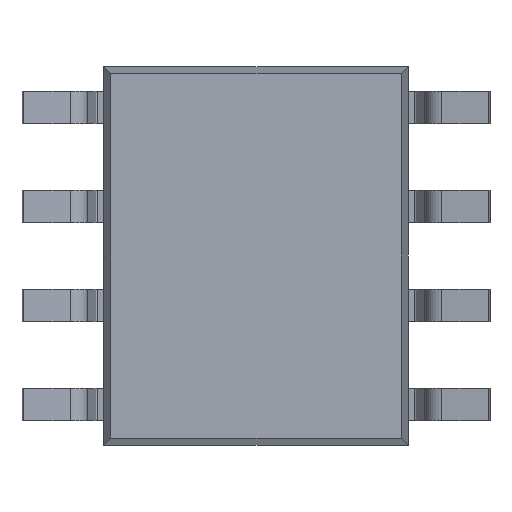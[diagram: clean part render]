
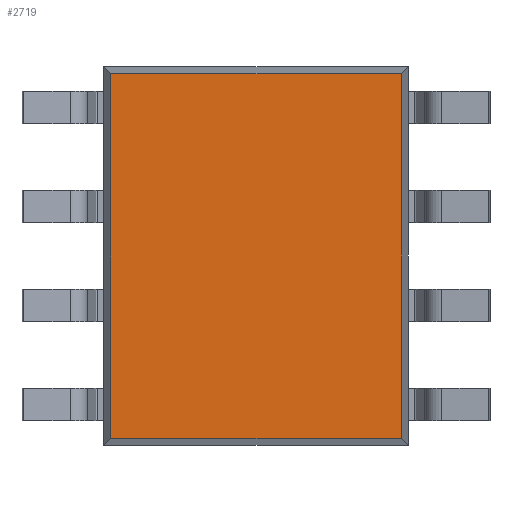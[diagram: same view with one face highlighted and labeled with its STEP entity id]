
A CAD part, front view. The second image highlights one B-rep face of the part: STEP entity #2719.
In plain terms, the highlighted planar face has unit normal (0, -1, 0).
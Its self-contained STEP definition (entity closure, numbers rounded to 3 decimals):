
#6 = LINE ( 'NONE', #1890, #3676 ) ;
#40 = CARTESIAN_POINT ( 'NONE',  ( 1.86, 0.25, -2.425 ) ) ;
#97 = ORIENTED_EDGE ( 'NONE', *, *, #3234, .T. ) ;
#211 = DIRECTION ( 'NONE',  ( 1., 0., 0. ) ) ;
#230 = LINE ( 'NONE', #3407, #2821 ) ;
#462 = CARTESIAN_POINT ( 'NONE',  ( -1.86, 0.25, -2.335 ) ) ;
#704 = VERTEX_POINT ( 'NONE', #462 ) ;
#985 = DIRECTION ( 'NONE',  ( 0., 0., -1. ) ) ;
#1115 = EDGE_LOOP ( 'NONE', ( #2683, #4051, #2379, #97 ) ) ;
#1182 = DIRECTION ( 'NONE',  ( 0., 0., -1. ) ) ;
#1320 = VECTOR ( 'NONE', #2174, 1000. ) ;
#1608 = EDGE_CURVE ( 'NONE', #2433, #1951, #3781, .T. ) ;
#1628 = AXIS2_PLACEMENT_3D ( 'NONE', #4020, #2438, #1182 ) ;
#1890 = CARTESIAN_POINT ( 'NONE',  ( -1.86, 0.25, 2.425 ) ) ;
#1907 = LINE ( 'NONE', #3173, #1320 ) ;
#1951 = VERTEX_POINT ( 'NONE', #2475 ) ;
#2165 = EDGE_CURVE ( 'NONE', #1951, #3354, #1907, .T. ) ;
#2174 = DIRECTION ( 'NONE',  ( -1., 0., 0. ) ) ;
#2332 = CARTESIAN_POINT ( 'NONE',  ( -1.86, 0.25, 2.335 ) ) ;
#2379 = ORIENTED_EDGE ( 'NONE', *, *, #2165, .T. ) ;
#2433 = VERTEX_POINT ( 'NONE', #2895 ) ;
#2438 = DIRECTION ( 'NONE',  ( 0., -1., 0. ) ) ;
#2475 = CARTESIAN_POINT ( 'NONE',  ( 1.86, 0.25, 2.335 ) ) ;
#2524 = VECTOR ( 'NONE', #2592, 1000. ) ;
#2592 = DIRECTION ( 'NONE',  ( 0., 0., 1. ) ) ;
#2683 = ORIENTED_EDGE ( 'NONE', *, *, #3503, .T. ) ;
#2719 = ADVANCED_FACE ( 'NONE', ( #2809 ), #3057, .T. ) ;
#2809 = FACE_OUTER_BOUND ( 'NONE', #1115, .T. ) ;
#2821 = VECTOR ( 'NONE', #211, 1000. ) ;
#2895 = CARTESIAN_POINT ( 'NONE',  ( 1.86, 0.25, -2.335 ) ) ;
#3057 = PLANE ( 'NONE',  #1628 ) ;
#3173 = CARTESIAN_POINT ( 'NONE',  ( 1.95, 0.25, 2.335 ) ) ;
#3234 = EDGE_CURVE ( 'NONE', #3354, #704, #6, .T. ) ;
#3354 = VERTEX_POINT ( 'NONE', #2332 ) ;
#3407 = CARTESIAN_POINT ( 'NONE',  ( -1.95, 0.25, -2.335 ) ) ;
#3503 = EDGE_CURVE ( 'NONE', #704, #2433, #230, .T. ) ;
#3676 = VECTOR ( 'NONE', #985, 1000. ) ;
#3781 = LINE ( 'NONE', #40, #2524 ) ;
#4020 = CARTESIAN_POINT ( 'NONE',  ( 0., 0.25, 0. ) ) ;
#4051 = ORIENTED_EDGE ( 'NONE', *, *, #1608, .T. ) ;
